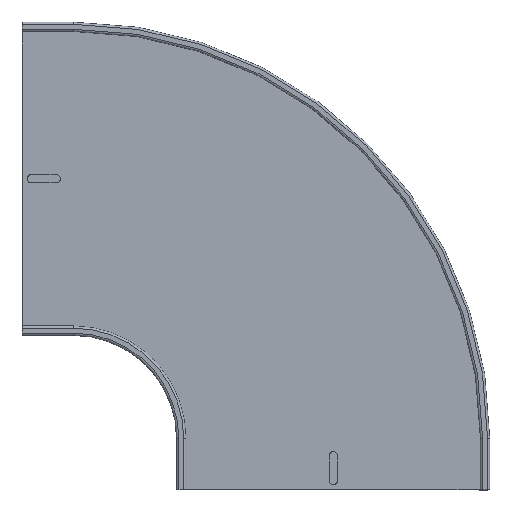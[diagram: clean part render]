
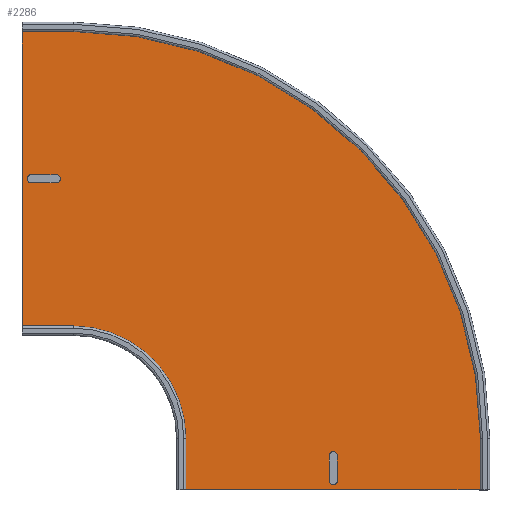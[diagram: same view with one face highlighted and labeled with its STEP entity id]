
A CAD part, top view. The second image highlights one B-rep face of the part: STEP entity #2286.
In plain terms, the highlighted planar face has unit normal (0, 0, 1).
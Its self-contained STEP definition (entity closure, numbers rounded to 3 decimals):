
#238=FACE_OUTER_BOUND('',#372,.T.);
#372=EDGE_LOOP('',(#2067,#2068,#2069,#2070,#2071,#2072,#2073,#2074));
#539=CIRCLE('',#2602,399.8);
#540=CIRCLE('',#2603,102.6);
#703=LINE('',#4014,#883);
#717=LINE('',#4052,#897);
#723=LINE('',#4075,#903);
#724=LINE('',#4080,#904);
#725=LINE('',#4083,#905);
#726=LINE('',#4084,#906);
#883=VECTOR('',#3288,1.);
#897=VECTOR('',#3330,1.);
#903=VECTOR('',#3356,1.);
#904=VECTOR('',#3361,1.);
#905=VECTOR('',#3364,1.);
#906=VECTOR('',#3365,1.);
#1109=VERTEX_POINT('',#4011);
#1110=VERTEX_POINT('',#4013);
#1119=VERTEX_POINT('',#4049);
#1120=VERTEX_POINT('',#4051);
#1127=VERTEX_POINT('',#4073);
#1128=VERTEX_POINT('',#4077);
#1129=VERTEX_POINT('',#4078);
#1130=VERTEX_POINT('',#4081);
#1431=EDGE_CURVE('',#1110,#1109,#703,.T.);
#1450=EDGE_CURVE('',#1119,#1120,#717,.T.);
#1463=EDGE_CURVE('',#1127,#1119,#723,.T.);
#1464=EDGE_CURVE('',#1128,#1129,#539,.T.);
#1465=EDGE_CURVE('',#1128,#1120,#724,.T.);
#1466=EDGE_CURVE('',#1127,#1130,#540,.T.);
#1467=EDGE_CURVE('',#1110,#1130,#725,.T.);
#1468=EDGE_CURVE('',#1109,#1129,#726,.T.);
#2067=ORIENTED_EDGE('',*,*,#1464,.F.);
#2068=ORIENTED_EDGE('',*,*,#1465,.T.);
#2069=ORIENTED_EDGE('',*,*,#1450,.F.);
#2070=ORIENTED_EDGE('',*,*,#1463,.F.);
#2071=ORIENTED_EDGE('',*,*,#1466,.T.);
#2072=ORIENTED_EDGE('',*,*,#1467,.F.);
#2073=ORIENTED_EDGE('',*,*,#1431,.T.);
#2074=ORIENTED_EDGE('',*,*,#1468,.T.);
#2162=PLANE('',#2601);
#2286=ADVANCED_FACE('',(#238),#2162,.T.);
#2601=AXIS2_PLACEMENT_3D('',#4076,#3357,#3358);
#2602=AXIS2_PLACEMENT_3D('',#4079,#3359,#3360);
#2603=AXIS2_PLACEMENT_3D('',#4082,#3362,#3363);
#3288=DIRECTION('',(1.,0.,0.));
#3330=DIRECTION('',(0.,1.,0.));
#3356=DIRECTION('',(-1.,0.,0.));
#3357=DIRECTION('center_axis',(0.,0.,
1.));
#3358=DIRECTION('ref_axis',(0.,1.,0.));
#3359=DIRECTION('center_axis',(0.,0.,
-1.));
#3360=DIRECTION('ref_axis',(0.,1.,0.));
#3361=DIRECTION('',(-1.,0.,0.));
#3362=DIRECTION('center_axis',(0.,0.,
-1.));
#3363=DIRECTION('ref_axis',(0.,1.,0.));
#3364=DIRECTION('',(0.,1.,0.));
#3365=DIRECTION('',(0.,1.,0.));
#4011=CARTESIAN_POINT('',(457.66,-139.648,0.6));
#4013=CARTESIAN_POINT('',(160.46,-139.648,0.6));
#4014=CARTESIAN_POINT('',(160.46,-139.648,0.6));
#4049=CARTESIAN_POINT('',(8.56,12.252,0.6));
#4051=CARTESIAN_POINT('',(8.56,309.452,0.6));
#4052=CARTESIAN_POINT('',(8.56,12.252,0.6));
#4073=CARTESIAN_POINT('',(57.86,12.252,0.6));
#4075=CARTESIAN_POINT('',(57.86,12.252,0.6));
#4076=CARTESIAN_POINT('Origin',(57.86,12.252,0.6));
#4077=CARTESIAN_POINT('',(57.86,309.452,0.6));
#4078=CARTESIAN_POINT('',(457.66,-90.348,0.6));
#4079=CARTESIAN_POINT('Origin',(57.86,-90.348,0.6));
#4080=CARTESIAN_POINT('',(57.86,309.452,0.6));
#4081=CARTESIAN_POINT('',(160.46,-90.348,0.6));
#4082=CARTESIAN_POINT('Origin',(57.86,-90.348,0.6));
#4083=CARTESIAN_POINT('',(160.46,-139.648,0.6));
#4084=CARTESIAN_POINT('',(457.66,-139.648,0.6));
